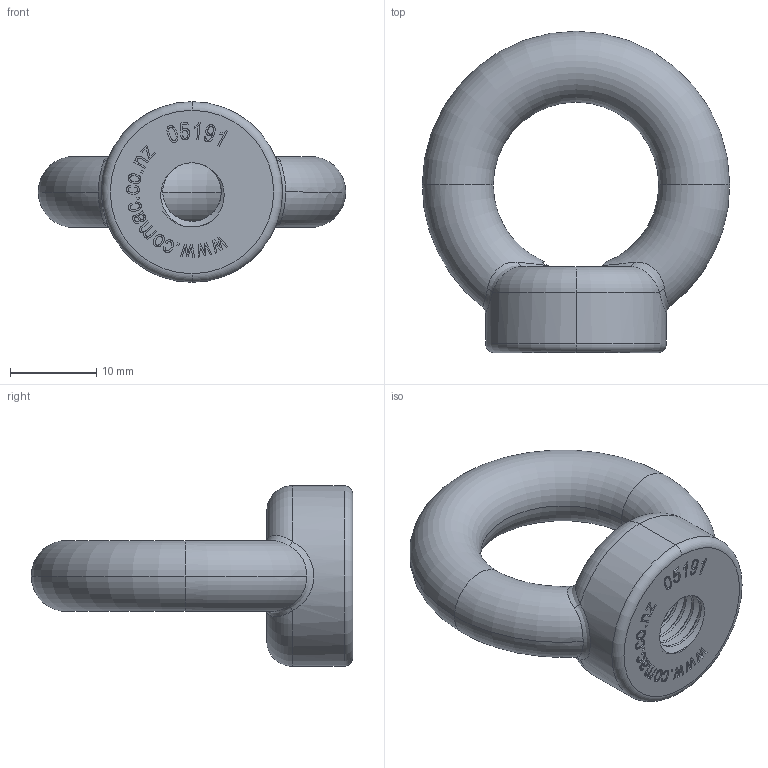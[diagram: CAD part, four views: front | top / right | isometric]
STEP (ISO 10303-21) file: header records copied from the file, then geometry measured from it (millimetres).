
FILE_DESCRIPTION (( 'STEP AP214' ), '1' );
FILE_NAME ('05191-Eye Nut Zinc Plated M8.STEP', '2018-11-20T22:39:26', ( '' ), ( '' ), 'SwSTEP 2.0', 'SolidWorks 2018', '' );
FILE_SCHEMA (( 'AUTOMOTIVE_DESIGN' ));
Length unit declared in the file: millimetre
Products named in the file (1): 05191-Eye Nut Zinc Plated M8
Bounding box: 35.75 x 37.38 x 21 mm (x, y, z)
Volume: 6531.4 mm3; surface area: 3233.3 mm2
Topology: 1 solids, 1 shells, 303 faces, 822 edges, 543 vertices
Faces by surface type: plane 154, bspline 117, cylinder 21, torus 11
Entity records: 18270 total; most frequent: CARTESIAN_POINT 11524, ORIENTED_EDGE 1644, DIRECTION 945, EDGE_CURVE 822, VERTEX_POINT 543, VECTOR 499, LINE 499, EDGE_LOOP 329
